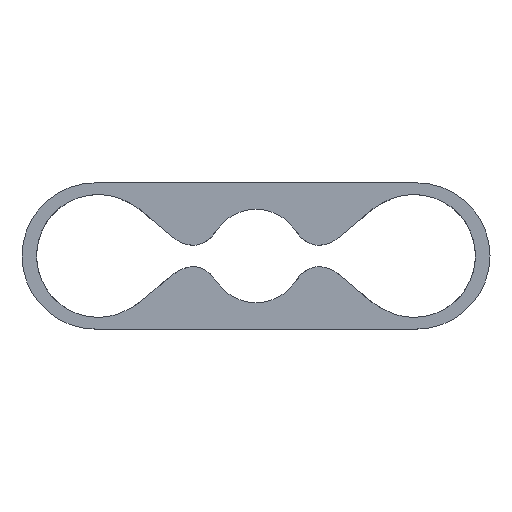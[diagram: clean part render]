
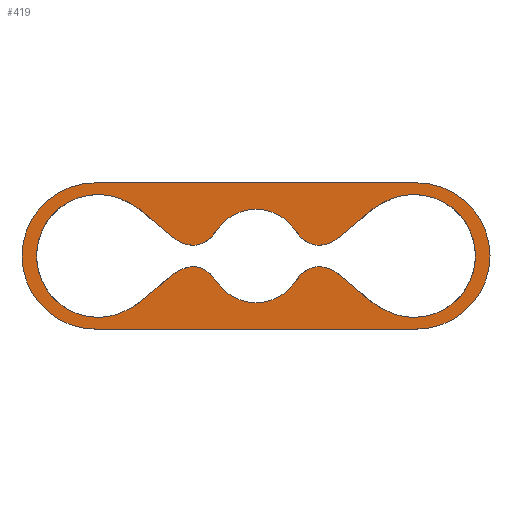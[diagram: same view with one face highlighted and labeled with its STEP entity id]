
A CAD part, top view. The second image highlights one B-rep face of the part: STEP entity #419.
In plain terms, the highlighted planar face has unit normal (0, 0, 1).
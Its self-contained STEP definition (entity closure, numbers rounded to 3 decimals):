
#83 = VERTEX_POINT('',#84);
#84 = CARTESIAN_POINT('',(27.5,-12.5,10.1));
#90 = EDGE_CURVE('',#91,#83,#93,.T.);
#91 = VERTEX_POINT('',#92);
#92 = CARTESIAN_POINT('',(-27.5,-12.5,10.1));
#93 = LINE('',#94,#95);
#94 = CARTESIAN_POINT('',(-27.5,-12.5,10.1));
#95 = VECTOR('',#96,1.);
#96 = DIRECTION('',(1.,0.,0.));
#359 = VERTEX_POINT('',#360);
#360 = CARTESIAN_POINT('',(-27.5,12.5,10.1));
#366 = EDGE_CURVE('',#359,#91,#367,.T.);
#367 = CIRCLE('',#368,12.5);
#368 = AXIS2_PLACEMENT_3D('',#369,#370,#371);
#369 = CARTESIAN_POINT('',(-27.5,0.,10.1));
#370 = DIRECTION('',(0.,0.,1.));
#371 = DIRECTION('',(1.,0.,0.));
#419 = ADVANCED_FACE('',(#420,#439),#517,.T.);
#420 = FACE_BOUND('',#421,.T.);
#421 = EDGE_LOOP('',(#422,#423,#424,#433));
#422 = ORIENTED_EDGE('',*,*,#366,.T.);
#423 = ORIENTED_EDGE('',*,*,#90,.T.);
#424 = ORIENTED_EDGE('',*,*,#425,.T.);
#425 = EDGE_CURVE('',#83,#426,#428,.T.);
#426 = VERTEX_POINT('',#427);
#427 = CARTESIAN_POINT('',(27.5,12.5,10.1));
#428 = CIRCLE('',#429,12.5);
#429 = AXIS2_PLACEMENT_3D('',#430,#431,#432);
#430 = CARTESIAN_POINT('',(27.5,0.,10.1));
#431 = DIRECTION('',(0.,0.,1.));
#432 = DIRECTION('',(1.,0.,0.));
#433 = ORIENTED_EDGE('',*,*,#434,.F.);
#434 = EDGE_CURVE('',#359,#426,#435,.T.);
#435 = LINE('',#436,#437);
#436 = CARTESIAN_POINT('',(-27.5,12.5,10.1));
#437 = VECTOR('',#438,1.);
#438 = DIRECTION('',(1.,0.,0.));
#439 = FACE_BOUND('',#440,.T.);
#440 = EDGE_LOOP('',(#441,#452,#462,#471,#481,#490,#500,#509));
#441 = ORIENTED_EDGE('',*,*,#442,.F.);
#442 = EDGE_CURVE('',#443,#445,#447,.T.);
#443 = VERTEX_POINT('',#444);
#444 = CARTESIAN_POINT('',(6.585,4.543,10.1));
#445 = VERTEX_POINT('',#446);
#446 = CARTESIAN_POINT('',(-6.585,4.543,10.1));
#447 = CIRCLE('',#448,8.);
#448 = AXIS2_PLACEMENT_3D('',#449,#450,#451);
#449 = CARTESIAN_POINT('',(0.,0.,10.1));
#450 = DIRECTION('',(0.,0.,1.));
#451 = DIRECTION('',(1.,0.,0.));
#452 = ORIENTED_EDGE('',*,*,#453,.T.);
#453 = EDGE_CURVE('',#443,#454,#456,.T.);
#454 = VERTEX_POINT('',#455);
#455 = CARTESIAN_POINT('',(23.311,9.831,10.1));
#456 = B_SPLINE_CURVE_WITH_KNOTS('',3,(#457,#458,#459,#460,#461),
  .UNSPECIFIED.,.F.,.F.,(4,1,4),(0.,0.5,1.),.QUASI_UNIFORM_KNOTS.);
#457 = CARTESIAN_POINT('',(6.585,4.543,10.1));
#458 = CARTESIAN_POINT('',(8.856,1.25,10.1));
#459 = CARTESIAN_POINT('',(13.977,1.25,10.1));
#460 = CARTESIAN_POINT('',(19.098,8.25,10.1));
#461 = CARTESIAN_POINT('',(23.311,9.831,10.1));
#462 = ORIENTED_EDGE('',*,*,#463,.F.);
#463 = EDGE_CURVE('',#464,#454,#466,.T.);
#464 = VERTEX_POINT('',#465);
#465 = CARTESIAN_POINT('',(23.311,-9.831,10.1));
#466 = CIRCLE('',#467,10.5);
#467 = AXIS2_PLACEMENT_3D('',#468,#469,#470);
#468 = CARTESIAN_POINT('',(27.,0.,10.1));
#469 = DIRECTION('',(0.,0.,1.));
#470 = DIRECTION('',(1.,0.,0.));
#471 = ORIENTED_EDGE('',*,*,#472,.F.);
#472 = EDGE_CURVE('',#473,#464,#475,.T.);
#473 = VERTEX_POINT('',#474);
#474 = CARTESIAN_POINT('',(6.585,-4.543,10.1));
#475 = B_SPLINE_CURVE_WITH_KNOTS('',3,(#476,#477,#478,#479,#480),
  .UNSPECIFIED.,.F.,.F.,(4,1,4),(0.,0.5,1.),.QUASI_UNIFORM_KNOTS.);
#476 = CARTESIAN_POINT('',(6.585,-4.543,10.1));
#477 = CARTESIAN_POINT('',(8.856,-1.25,10.1));
#478 = CARTESIAN_POINT('',(13.977,-1.25,10.1));
#479 = CARTESIAN_POINT('',(19.098,-8.25,10.1));
#480 = CARTESIAN_POINT('',(23.311,-9.831,10.1));
#481 = ORIENTED_EDGE('',*,*,#482,.F.);
#482 = EDGE_CURVE('',#483,#473,#485,.T.);
#483 = VERTEX_POINT('',#484);
#484 = CARTESIAN_POINT('',(-6.585,-4.543,10.1));
#485 = CIRCLE('',#486,8.);
#486 = AXIS2_PLACEMENT_3D('',#487,#488,#489);
#487 = CARTESIAN_POINT('',(0.,0.,10.1));
#488 = DIRECTION('',(0.,0.,1.));
#489 = DIRECTION('',(1.,0.,0.));
#490 = ORIENTED_EDGE('',*,*,#491,.F.);
#491 = EDGE_CURVE('',#492,#483,#494,.T.);
#492 = VERTEX_POINT('',#493);
#493 = CARTESIAN_POINT('',(-23.311,-9.831,10.1));
#494 = B_SPLINE_CURVE_WITH_KNOTS('',3,(#495,#496,#497,#498,#499),
  .UNSPECIFIED.,.F.,.F.,(4,1,4),(0.,0.5,1.),.QUASI_UNIFORM_KNOTS.);
#495 = CARTESIAN_POINT('',(-23.311,-9.831,10.1));
#496 = CARTESIAN_POINT('',(-19.098,-8.25,10.1));
#497 = CARTESIAN_POINT('',(-13.977,-1.25,10.1));
#498 = CARTESIAN_POINT('',(-8.856,-1.25,10.1));
#499 = CARTESIAN_POINT('',(-6.585,-4.543,10.1));
#500 = ORIENTED_EDGE('',*,*,#501,.F.);
#501 = EDGE_CURVE('',#502,#492,#504,.T.);
#502 = VERTEX_POINT('',#503);
#503 = CARTESIAN_POINT('',(-23.311,9.831,10.1));
#504 = CIRCLE('',#505,10.5);
#505 = AXIS2_PLACEMENT_3D('',#506,#507,#508);
#506 = CARTESIAN_POINT('',(-27.,0.,10.1));
#507 = DIRECTION('',(0.,0.,1.));
#508 = DIRECTION('',(1.,0.,0.));
#509 = ORIENTED_EDGE('',*,*,#510,.F.);
#510 = EDGE_CURVE('',#445,#502,#511,.T.);
#511 = B_SPLINE_CURVE_WITH_KNOTS('',3,(#512,#513,#514,#515,#516),
  .UNSPECIFIED.,.F.,.F.,(4,1,4),(0.,0.5,1.),.QUASI_UNIFORM_KNOTS.);
#512 = CARTESIAN_POINT('',(-6.585,4.543,10.1));
#513 = CARTESIAN_POINT('',(-8.856,1.25,10.1));
#514 = CARTESIAN_POINT('',(-13.977,1.25,10.1));
#515 = CARTESIAN_POINT('',(-19.098,8.25,10.1));
#516 = CARTESIAN_POINT('',(-23.311,9.831,10.1));
#517 = PLANE('',#518);
#518 = AXIS2_PLACEMENT_3D('',#519,#520,#521);
#519 = CARTESIAN_POINT('',(0.,0.,10.1));
#520 = DIRECTION('',(0.,0.,1.));
#521 = DIRECTION('',(1.,0.,0.));
